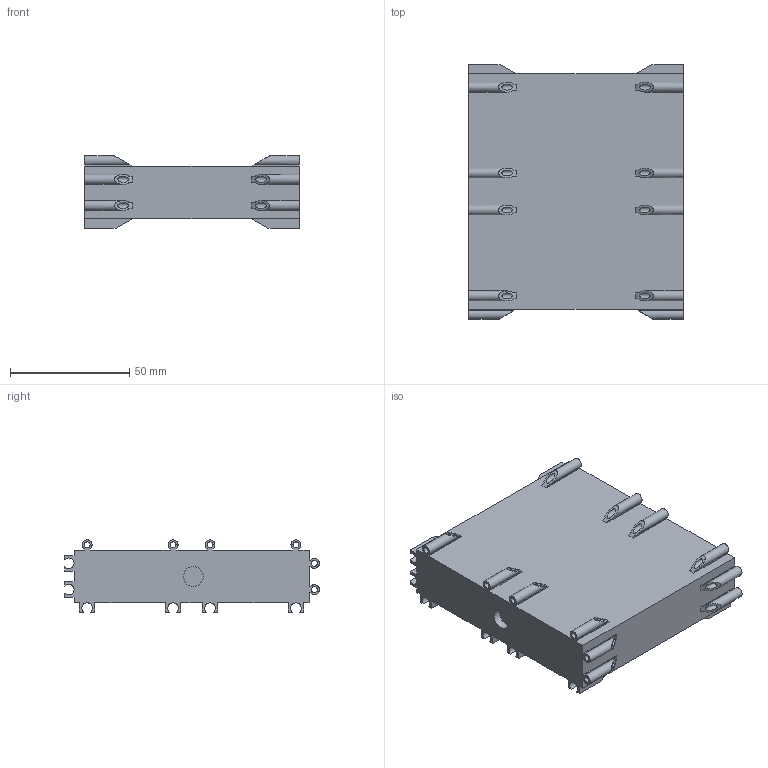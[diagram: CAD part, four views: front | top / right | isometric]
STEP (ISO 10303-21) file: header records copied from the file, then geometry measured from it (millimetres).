
FILE_DESCRIPTION(/* description */ (''),/* implementation_level */ '2;1');
FILE_NAME(/* name */ 'House 2x1-reduced.step',/* time_stamp */ '2019-06-27T16:14:44+02:00',/* author */ (''),/* organization */ (''),/* preprocessor_version */ 'ST-DEVELOPER v18',/* originating_system */ 'Autodesk Translation Framework v8.2.0.1029',/* authorisation */ '');
FILE_SCHEMA (('AUTOMOTIVE_DESIGN { 1 0 10303 214 3 1 1 }'));
Length unit declared in the file: millimetre
Products named in the file (1): House 2x1
Bounding box: 90 x 106.77 x 30.27 mm (x, y, z)
Volume: 30945.9 mm3; surface area: 52866.4 mm2
Topology: 1 solids, 1 shells, 159 faces, 459 edges, 305 vertices
Faces by surface type: plane 121, cylinder 37, bspline 1
Full cylindrical faces by diameter (mm): 2.5 x12, 8.3 x1
Entity records: 5317 total; most frequent: CARTESIAN_POINT 950, ORIENTED_EDGE 918, DIRECTION 875, EDGE_CURVE 459, LINE 361, VECTOR 361, VERTEX_POINT 305, AXIS2_PLACEMENT_3D 257
